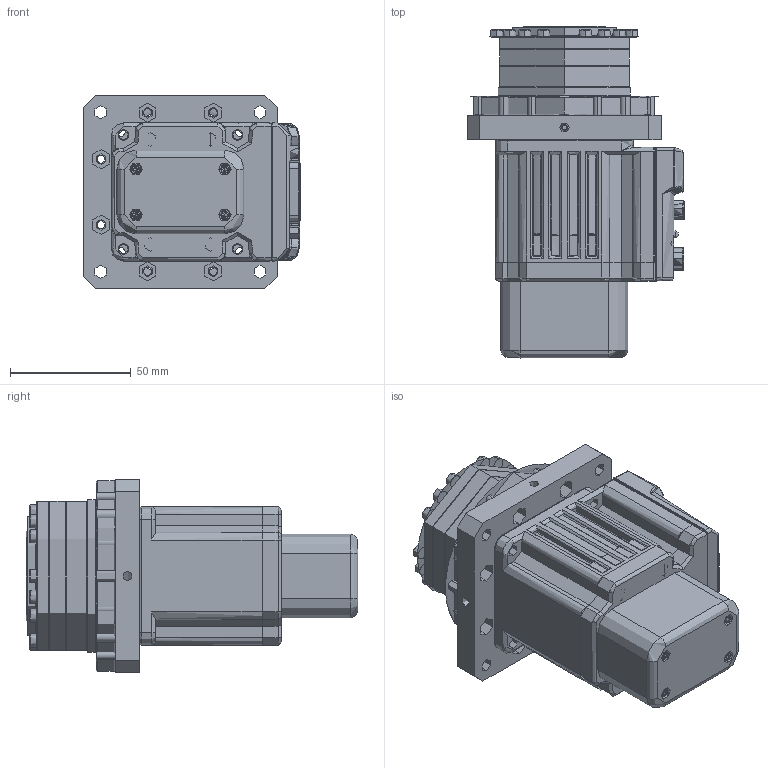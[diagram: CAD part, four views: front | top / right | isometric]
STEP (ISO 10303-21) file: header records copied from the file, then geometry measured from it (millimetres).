
FILE_DESCRIPTION (( 'STEP AP214' ), '1' );
FILE_NAME ('SGCSG17100-3165BRK-¤è®Ø.STEP', '2023-03-30T02:49:30', ( '' ), ( '' ), 'SwSTEP 2.0', 'SolidWorks 2020', '' );
FILE_SCHEMA (( 'AUTOMOTIVE_DESIGN' ));
Length unit declared in the file: millimetre
Products named in the file (4): SGCSG17100-3165BRK-方框; SM23165x-BRK; 連接板2; csg-17-xxx-2uh
Assembly tree (3 placements, depth 2):
  SGCSG17100-3165BRK-方框
    SM23165x-BRK
    連接板2
    csg-17-xxx-2uh
Bounding box: 89.61 x 137.32 x 80 mm (x, y, z)
Volume: 151354.9 mm3
Topology: 8 solids, 27 shells, 1679 faces, 4208 edges, 2563 vertices
Faces by surface type: cylinder 680, plane 403, bspline 383, cone 197, torus 16
Full cylindrical faces by diameter (mm): 0.254 x4
Entity records: 74639 total; most frequent: CARTESIAN_POINT 32165, ORIENTED_EDGE 7891, DIRECTION 6881, EDGE_CURVE 4109, VERTEX_POINT 2564, AXIS2_PLACEMENT_3D 2514, EDGE_LOOP 1942, LINE 1853
